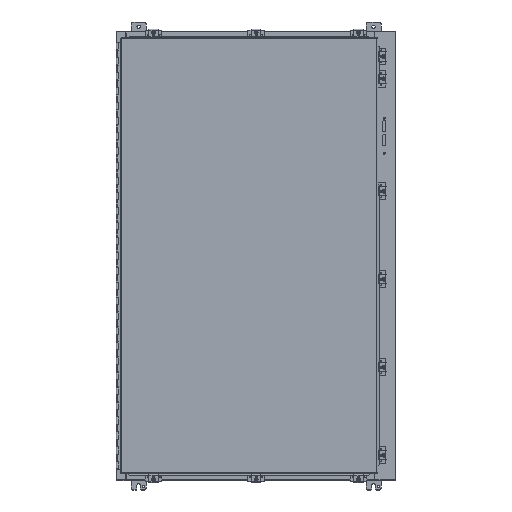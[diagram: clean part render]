
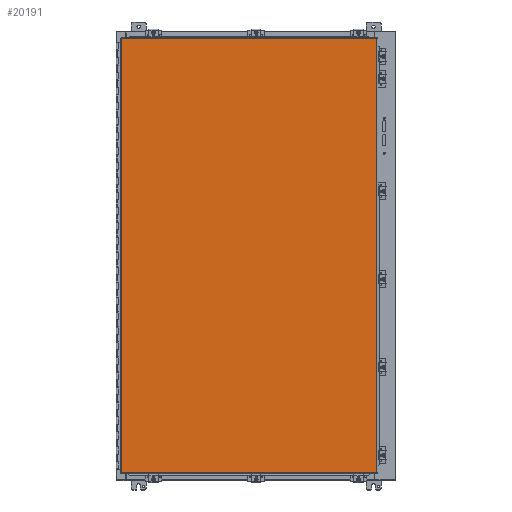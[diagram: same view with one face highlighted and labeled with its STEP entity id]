
A CAD part, top view. The second image highlights one B-rep face of the part: STEP entity #20191.
In plain terms, the highlighted planar face has unit normal (0, 0, 1).
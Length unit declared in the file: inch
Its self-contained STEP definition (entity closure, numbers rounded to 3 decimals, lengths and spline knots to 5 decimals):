
#971=PLANE('',#21792);
#1889=FACE_OUTER_BOUND('',#2949,.T.);
#2949=EDGE_LOOP('',(#17121,#17122,#17123,#17124));
#4847=LINE('',#32373,#6864);
#4853=LINE('',#32454,#6870);
#4859=LINE('',#32536,#6876);
#4866=LINE('',#32617,#6883);
#6864=VECTOR('',#26471,57.977);
#6870=VECTOR('',#26485,34.13325);
#6876=VECTOR('',#26499,57.977);
#6883=VECTOR('',#26516,34.13325);
#9491=VERTEX_POINT('',#32364);
#9492=VERTEX_POINT('',#32372);
#9495=VERTEX_POINT('',#32446);
#9499=VERTEX_POINT('',#32528);
#12092=EDGE_CURVE('',#9492,#9491,#4847,.T.);
#12102=EDGE_CURVE('',#9491,#9495,#4853,.T.);
#12112=EDGE_CURVE('',#9495,#9499,#4859,.T.);
#12123=EDGE_CURVE('',#9499,#9492,#4866,.T.);
#17121=ORIENTED_EDGE('',*,*,#12092,.T.);
#17122=ORIENTED_EDGE('',*,*,#12102,.T.);
#17123=ORIENTED_EDGE('',*,*,#12112,.T.);
#17124=ORIENTED_EDGE('',*,*,#12123,.T.);
#20191=ADVANCED_FACE('',(#1889),#971,.T.);
#21792=AXIS2_PLACEMENT_3D('',#32685,#26526,#26527);
#26471=DIRECTION('',(0.,1.,0.));
#26485=DIRECTION('',(-1.,0.,0.));
#26499=DIRECTION('',(0.,-1.,0.));
#26516=DIRECTION('',(1.,0.,0.));
#26526=DIRECTION('center_axis',(0.,0.,1.));
#26527=DIRECTION('ref_axis',(1.,0.,0.));
#32364=CARTESIAN_POINT('',(34.2385,58.08225,0.074));
#32372=CARTESIAN_POINT('',(34.2385,0.10525,0.074));
#32373=CARTESIAN_POINT('',(34.2385,14.5995,0.074));
#32446=CARTESIAN_POINT('',(0.10525,58.08225,0.074));
#32454=CARTESIAN_POINT('',(25.70519,58.08225,0.074));
#32528=CARTESIAN_POINT('',(0.10525,0.10525,0.074));
#32536=CARTESIAN_POINT('',(0.10525,43.588,0.074));
#32617=CARTESIAN_POINT('',(8.63856,0.10525,0.074));
#32685=CARTESIAN_POINT('Origin',(17.17188,29.09375,0.074));
